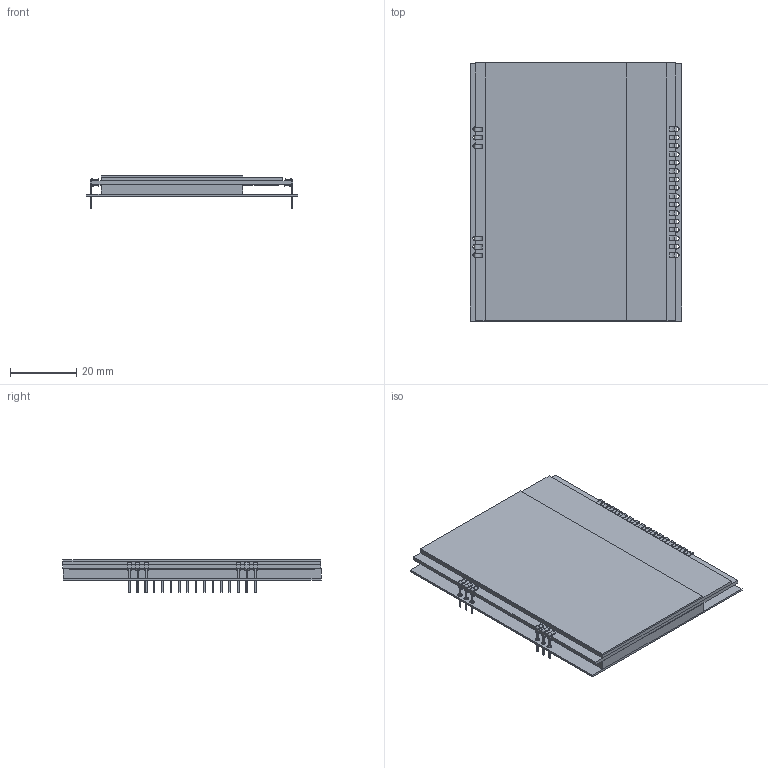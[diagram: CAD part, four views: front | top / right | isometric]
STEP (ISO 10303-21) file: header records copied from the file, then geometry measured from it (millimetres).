
FILE_DESCRIPTION(('FreeCAD Model'),'2;1');
FILE_NAME('Base_sp.step','2017-06-01T18:40:43',('kicad StepUp'),('ksu MCAD'), 'Open CASCADE STEP processor 6.8','FreeCAD','Unknown');
FILE_SCHEMA(('AUTOMOTIVE_DESIGN_CC2 { 1 2 10303 214 -1 1 5 4 }'));
Length unit declared in the file: millimetre
Products named in the file (2): ASSEMBLY; Base_sp
Assembly tree (1 placements, depth 2):
  ASSEMBLY
    Base_sp
Bounding box: 64 x 78.05 x 9.8 mm (x, y, z)
Volume: 24410.2 mm3; surface area: 14948.8 mm2
Topology: 1 solids, 1 shells, 527 faces, 1543 edges, 1016 vertices
Faces by surface type: plane 279, cylinder 248
Full cylindrical faces by diameter (mm): 1.4 x22
Entity records: 42607 total; most frequent: CARTESIAN_POINT 9630, DIRECTION 5251, ORIENTED_EDGE 3086, PCURVE 3086, DEFINITIONAL_REPRESENTATION 3086, LINE 3069, VECTOR 3069, EDGE_CURVE 1543
